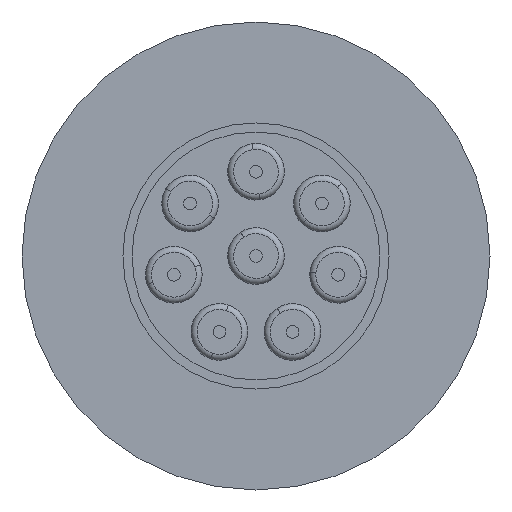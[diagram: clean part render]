
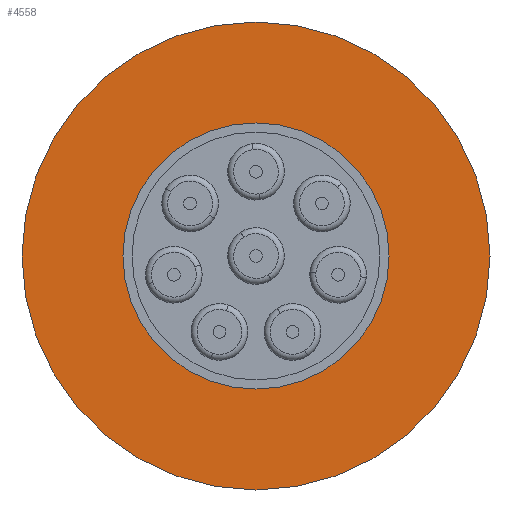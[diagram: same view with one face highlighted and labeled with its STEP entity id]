
A CAD part, front view. The second image highlights one B-rep face of the part: STEP entity #4558.
In plain terms, the highlighted planar face has unit normal (0, -1, 0).
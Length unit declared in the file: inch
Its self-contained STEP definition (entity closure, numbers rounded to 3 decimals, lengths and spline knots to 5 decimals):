
#130 = DIRECTION ( 'NONE',  ( 1., 0., 0. ) ) ;
#164 = AXIS2_PLACEMENT_3D ( 'NONE', #3722, #4244, #5644 ) ;
#211 = AXIS2_PLACEMENT_3D ( 'NONE', #1583, #4487, #130 ) ;
#221 = CARTESIAN_POINT ( 'NONE',  ( 0.59, 0., 0. ) ) ;
#510 = CARTESIAN_POINT ( 'NONE',  ( -0.3355, 0., 0. ) ) ;
#515 = DIRECTION ( 'NONE',  ( 0., -1., 0. ) ) ;
#604 = FACE_OUTER_BOUND ( 'NONE', #4062, .T. ) ;
#883 = CIRCLE ( 'NONE', #6144, 0.3355 ) ;
#991 = DIRECTION ( 'NONE',  ( 0., 1., 0. ) ) ;
#1155 = VERTEX_POINT ( 'NONE', #5120 ) ;
#1353 = DIRECTION ( 'NONE',  ( 0., -1., 0. ) ) ;
#1388 = CARTESIAN_POINT ( 'NONE',  ( 0., 0., 0. ) ) ;
#1465 = DIRECTION ( 'NONE',  ( -1., 0., 0. ) ) ;
#1583 = CARTESIAN_POINT ( 'NONE',  ( 0., 0., 0. ) ) ;
#1903 = ORIENTED_EDGE ( 'NONE', *, *, #3428, .T. ) ;
#1937 = AXIS2_PLACEMENT_3D ( 'NONE', #4472, #991, #1465 ) ;
#2091 = CIRCLE ( 'NONE', #5019, 0.59 ) ;
#2103 = CARTESIAN_POINT ( 'NONE',  ( 0., 0., 0. ) ) ;
#2416 = PLANE ( 'NONE',  #1937 ) ;
#2575 = VERTEX_POINT ( 'NONE', #5391 ) ;
#2723 = EDGE_LOOP ( 'NONE', ( #5414, #3514 ) ) ;
#2954 = FACE_BOUND ( 'NONE', #2723, .T. ) ;
#2965 = CIRCLE ( 'NONE', #211, 0.3355 ) ;
#3237 = EDGE_CURVE ( 'NONE', #5174, #2575, #883, .T. ) ;
#3338 = ORIENTED_EDGE ( 'NONE', *, *, #3671, .T. ) ;
#3407 = CIRCLE ( 'NONE', #164, 0.59 ) ;
#3428 = EDGE_CURVE ( 'NONE', #4998, #1155, #2091, .T. ) ;
#3514 = ORIENTED_EDGE ( 'NONE', *, *, #3237, .F. ) ;
#3671 = EDGE_CURVE ( 'NONE', #1155, #4998, #3407, .T. ) ;
#3722 = CARTESIAN_POINT ( 'NONE',  ( 0., 0., 0. ) ) ;
#4062 = EDGE_LOOP ( 'NONE', ( #1903, #3338 ) ) ;
#4244 = DIRECTION ( 'NONE',  ( 0., -1., 0. ) ) ;
#4472 = CARTESIAN_POINT ( 'NONE',  ( -0.3355, 0., 0. ) ) ;
#4487 = DIRECTION ( 'NONE',  ( 0., -1., 0. ) ) ;
#4558 = ADVANCED_FACE ( 'NONE', ( #2954, #604 ), #2416, .F. ) ;
#4923 = EDGE_CURVE ( 'NONE', #2575, #5174, #2965, .T. ) ;
#4998 = VERTEX_POINT ( 'NONE', #221 ) ;
#5019 = AXIS2_PLACEMENT_3D ( 'NONE', #2103, #515, #5934 ) ;
#5120 = CARTESIAN_POINT ( 'NONE',  ( -0.59, 0., 0. ) ) ;
#5174 = VERTEX_POINT ( 'NONE', #510 ) ;
#5176 = DIRECTION ( 'NONE',  ( 1., 0., 0. ) ) ;
#5391 = CARTESIAN_POINT ( 'NONE',  ( 0.3355, 0., 0. ) ) ;
#5414 = ORIENTED_EDGE ( 'NONE', *, *, #4923, .F. ) ;
#5644 = DIRECTION ( 'NONE',  ( 1., 0., 0. ) ) ;
#5934 = DIRECTION ( 'NONE',  ( 1., 0., 0. ) ) ;
#6144 = AXIS2_PLACEMENT_3D ( 'NONE', #1388, #1353, #5176 ) ;
